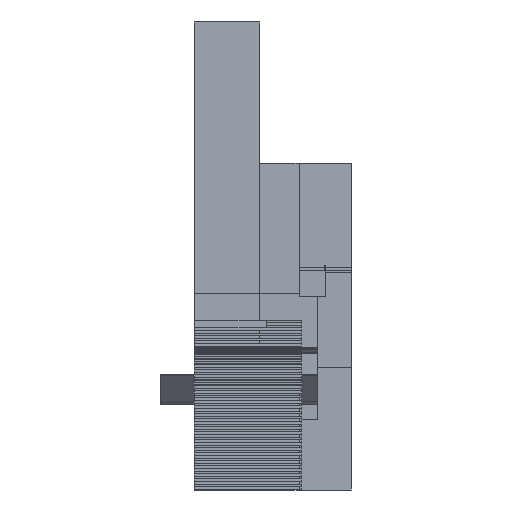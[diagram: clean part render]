
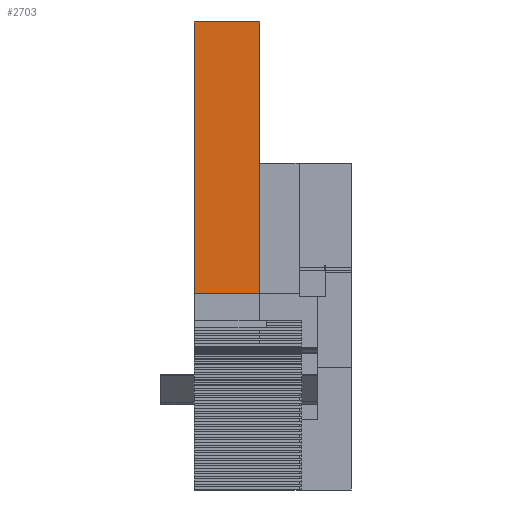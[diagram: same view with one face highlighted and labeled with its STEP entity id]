
A CAD part, left-side view. The second image highlights one B-rep face of the part: STEP entity #2703.
In plain terms, the highlighted planar face has unit normal (-1, 0, 0).
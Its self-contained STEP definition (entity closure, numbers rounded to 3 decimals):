
#2703=ADVANCED_FACE('',(#4980),#4981,.T.);
#4980=FACE_OUTER_BOUND('',#7644,.T.);
#4981=PLANE('',#7645);
#7644=EDGE_LOOP('',(#11778,#11779,#11780,#11781));
#7645=AXIS2_PLACEMENT_3D('',#11782,#11783,#11784);
#11778=ORIENTED_EDGE('',*,*,#15436,.T.);
#11779=ORIENTED_EDGE('',*,*,#14491,.T.);
#11780=ORIENTED_EDGE('',*,*,#14194,.F.);
#11781=ORIENTED_EDGE('',*,*,#15136,.T.);
#11782=CARTESIAN_POINT('',(1817.24,130.0,-101.885));
#11783=DIRECTION('',(-1.0,0.0,0.0));
#11784=DIRECTION('',(0.0,1.0,0.0));
#14194=EDGE_CURVE('',#16549,#16551,#16552,.T.);
#14491=EDGE_CURVE('',#17030,#16551,#17034,.T.);
#15136=EDGE_CURVE('',#16549,#17977,#17979,.T.);
#15436=EDGE_CURVE('',#17977,#17030,#18361,.T.);
#16549=VERTEX_POINT('',#19802);
#16551=VERTEX_POINT('',#19805);
#16552=LINE('',#19806,#19807);
#17030=VERTEX_POINT('',#20502);
#17034=LINE('',#20508,#20509);
#17977=VERTEX_POINT('',#21901);
#17979=LINE('',#21904,#21905);
#18361=LINE('',#22470,#22471);
#19802=CARTESIAN_POINT('',(1817.24,255.0,-101.885));
#19805=CARTESIAN_POINT('',(1817.24,255.0,525.0));
#19806=CARTESIAN_POINT('',(1817.24,255.0,-101.885));
#19807=VECTOR('',#23469,1.0);
#20502=CARTESIAN_POINT('',(1817.24,130.0,525.0));
#20508=CARTESIAN_POINT('',(1817.24,130.0,525.0));
#20509=VECTOR('',#23689,1.0);
#21901=CARTESIAN_POINT('',(1817.24,130.0,-101.885));
#21904=CARTESIAN_POINT('',(1817.24,255.0,-101.885));
#21905=VECTOR('',#24140,1.0);
#22470=CARTESIAN_POINT('',(1817.24,130.0,-101.885));
#22471=VECTOR('',#24324,1.0);
#23469=DIRECTION('',(0.0,0.0,1.0));
#23689=DIRECTION('',(0.0,1.0,0.0));
#24140=DIRECTION('',(0.0,-1.0,0.0));
#24324=DIRECTION('',(0.0,0.0,1.0));
